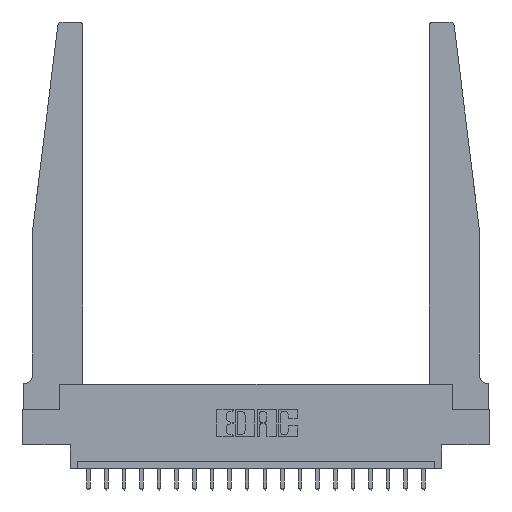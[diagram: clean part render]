
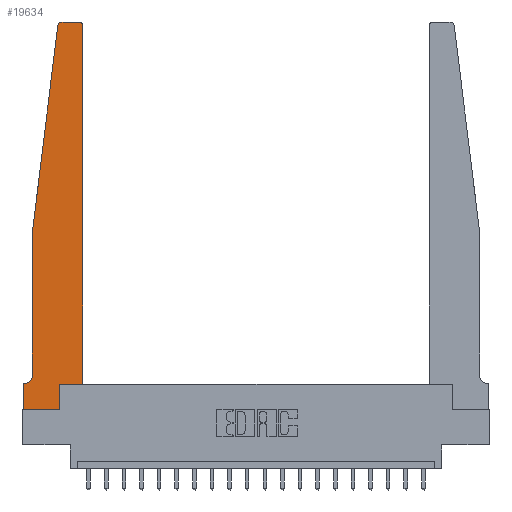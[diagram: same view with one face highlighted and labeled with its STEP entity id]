
A CAD part, top view. The second image highlights one B-rep face of the part: STEP entity #19634.
In plain terms, the highlighted planar face has unit normal (0, 0, 1).
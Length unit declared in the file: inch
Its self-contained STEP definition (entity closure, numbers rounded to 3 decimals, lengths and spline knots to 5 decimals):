
#57 = VECTOR ( 'NONE', #15542, 39.37008 ) ;
#388 = DIRECTION ( 'NONE',  ( 1., 0., 0. ) ) ;
#553 = PLANE ( 'NONE',  #11262 ) ;
#615 = VERTEX_POINT ( 'NONE', #19220 ) ;
#644 = VERTEX_POINT ( 'NONE', #14913 ) ;
#696 = VERTEX_POINT ( 'NONE', #8306 ) ;
#778 = LINE ( 'NONE', #18483, #57 ) ;
#904 = VECTOR ( 'NONE', #11236, 39.37008 ) ;
#1249 = CARTESIAN_POINT ( 'NONE',  ( 0., 0.1875, 0.37 ) ) ;
#1582 = VECTOR ( 'NONE', #10572, 39.37008 ) ;
#1585 = EDGE_CURVE ( 'NONE', #2541, #10496, #13375, .T. ) ;
#1678 = CARTESIAN_POINT ( 'NONE',  ( 0.2605, 0.18, 0.37 ) ) ;
#1686 = CARTESIAN_POINT ( 'NONE',  ( 0.425, 0.18, 0.37 ) ) ;
#1855 = VECTOR ( 'NONE', #18624, 39.37008 ) ;
#2541 = VERTEX_POINT ( 'NONE', #19159 ) ;
#2651 = CIRCLE ( 'NONE', #19722, 0.05 ) ;
#2708 = EDGE_CURVE ( 'NONE', #644, #8117, #5182, .T. ) ;
#3217 = CIRCLE ( 'NONE', #8899, 0.03 ) ;
#3301 = ORIENTED_EDGE ( 'NONE', *, *, #9372, .T. ) ;
#4011 = CARTESIAN_POINT ( 'NONE',  ( 0., 0.1875, 0.37 ) ) ;
#4529 = AXIS2_PLACEMENT_3D ( 'NONE', #10130, #14747, #388 ) ;
#4549 = ORIENTED_EDGE ( 'NONE', *, *, #16268, .T. ) ;
#4666 = VECTOR ( 'NONE', #9516, 39.37008 ) ;
#4851 = LINE ( 'NONE', #6440, #904 ) ;
#4904 = CARTESIAN_POINT ( 'NONE',  ( 0.2605, 0., 0.37 ) ) ;
#5092 = ORIENTED_EDGE ( 'NONE', *, *, #2708, .T. ) ;
#5182 = CIRCLE ( 'NONE', #4529, 0.03 ) ;
#5258 = CARTESIAN_POINT ( 'NONE',  ( 0.065, 1.25, 0.37 ) ) ;
#5424 = VERTEX_POINT ( 'NONE', #14986 ) ;
#5501 = EDGE_CURVE ( 'NONE', #5838, #17427, #12459, .T. ) ;
#5660 = CARTESIAN_POINT ( 'NONE',  ( 0.395, 2.72, 0.37 ) ) ;
#5838 = VERTEX_POINT ( 'NONE', #9791 ) ;
#6440 = CARTESIAN_POINT ( 'NONE',  ( 0.065, 1.25, 0.37 ) ) ;
#6551 = CARTESIAN_POINT ( 'NONE',  ( 0.015, 0.2375, 0.37 ) ) ;
#6603 = CARTESIAN_POINT ( 'NONE',  ( 0., 0., 0.37 ) ) ;
#6809 = LINE ( 'NONE', #1686, #10751 ) ;
#7155 = FACE_OUTER_BOUND ( 'NONE', #20141, .T. ) ;
#7528 = DIRECTION ( 'NONE',  ( 1., 0., 0. ) ) ;
#8117 = VERTEX_POINT ( 'NONE', #20413 ) ;
#8306 = CARTESIAN_POINT ( 'NONE',  ( 0.065, 1.25, 0.37 ) ) ;
#8899 = AXIS2_PLACEMENT_3D ( 'NONE', #5660, #17174, #7528 ) ;
#9372 = EDGE_CURVE ( 'NONE', #17427, #5424, #16031, .T. ) ;
#9516 = DIRECTION ( 'NONE',  ( 0., 1., 0. ) ) ;
#9791 = CARTESIAN_POINT ( 'NONE',  ( 0., 0., 0.37 ) ) ;
#10039 = EDGE_CURVE ( 'NONE', #14079, #2541, #2651, .T. ) ;
#10130 = CARTESIAN_POINT ( 'NONE',  ( 0.27653, 2.72, 0.37 ) ) ;
#10343 = LINE ( 'NONE', #13591, #1855 ) ;
#10496 = VERTEX_POINT ( 'NONE', #1249 ) ;
#10572 = DIRECTION ( 'NONE',  ( 1., 0., 0. ) ) ;
#10751 = VECTOR ( 'NONE', #13185, 39.37008 ) ;
#11236 = DIRECTION ( 'NONE',  ( -0.122, -0.992, 0. ) ) ;
#11262 = AXIS2_PLACEMENT_3D ( 'NONE', #4011, #19938, #14903 ) ;
#11553 = DIRECTION ( 'NONE',  ( -1., 0., 0. ) ) ;
#11918 = EDGE_CURVE ( 'NONE', #5424, #17957, #6809, .T. ) ;
#12184 = VECTOR ( 'NONE', #18217, 39.37008 ) ;
#12459 = LINE ( 'NONE', #15611, #1582 ) ;
#12534 = EDGE_CURVE ( 'NONE', #17957, #18840, #778, .T. ) ;
#12672 = ORIENTED_EDGE ( 'NONE', *, *, #11918, .T. ) ;
#13157 = DIRECTION ( 'NONE',  ( -1., 0., 0. ) ) ;
#13185 = DIRECTION ( 'NONE',  ( 1., 0., 0. ) ) ;
#13246 = CARTESIAN_POINT ( 'NONE',  ( 0.425, 0.18, 0.37 ) ) ;
#13375 = LINE ( 'NONE', #16516, #13898 ) ;
#13472 = ORIENTED_EDGE ( 'NONE', *, *, #12534, .T. ) ;
#13503 = CARTESIAN_POINT ( 'NONE',  ( 0.065, 0.2375, 0.37 ) ) ;
#13591 = CARTESIAN_POINT ( 'NONE',  ( 0.25, 2.75, 0.37 ) ) ;
#13796 = ORIENTED_EDGE ( 'NONE', *, *, #15719, .T. ) ;
#13898 = VECTOR ( 'NONE', #13157, 39.37008 ) ;
#14079 = VERTEX_POINT ( 'NONE', #13503 ) ;
#14560 = ORIENTED_EDGE ( 'NONE', *, *, #5501, .T. ) ;
#14747 = DIRECTION ( 'NONE',  ( 0., 0., 1. ) ) ;
#14903 = DIRECTION ( 'NONE',  ( 1., 0., 0. ) ) ;
#14913 = CARTESIAN_POINT ( 'NONE',  ( 0.27653, 2.75, 0.37 ) ) ;
#14986 = CARTESIAN_POINT ( 'NONE',  ( 0.2605, 0.18, 0.37 ) ) ;
#15166 = ORIENTED_EDGE ( 'NONE', *, *, #18828, .T. ) ;
#15499 = CARTESIAN_POINT ( 'NONE',  ( 0.425, 2.72, 0.37 ) ) ;
#15542 = DIRECTION ( 'NONE',  ( 0., 1., 0. ) ) ;
#15611 = CARTESIAN_POINT ( 'NONE',  ( 0., 0., 0.37 ) ) ;
#15719 = EDGE_CURVE ( 'NONE', #615, #644, #10343, .T. ) ;
#16031 = LINE ( 'NONE', #1678, #4666 ) ;
#16268 = EDGE_CURVE ( 'NONE', #696, #14079, #19708, .T. ) ;
#16295 = DIRECTION ( 'NONE',  ( 0., 0., -1. ) ) ;
#16516 = CARTESIAN_POINT ( 'NONE',  ( 0.065, 0.1875, 0.37 ) ) ;
#16646 = LINE ( 'NONE', #6603, #12184 ) ;
#16756 = EDGE_CURVE ( 'NONE', #10496, #5838, #16646, .T. ) ;
#17174 = DIRECTION ( 'NONE',  ( 0., 0., 1. ) ) ;
#17427 = VERTEX_POINT ( 'NONE', #4904 ) ;
#17788 = ORIENTED_EDGE ( 'NONE', *, *, #1585, .T. ) ;
#17957 = VERTEX_POINT ( 'NONE', #13246 ) ;
#18217 = DIRECTION ( 'NONE',  ( 0., -1., 0. ) ) ;
#18483 = CARTESIAN_POINT ( 'NONE',  ( 0.425, 0.18, 0.37 ) ) ;
#18624 = DIRECTION ( 'NONE',  ( -1., 0., 0. ) ) ;
#18828 = EDGE_CURVE ( 'NONE', #18840, #615, #3217, .T. ) ;
#18840 = VERTEX_POINT ( 'NONE', #15499 ) ;
#19159 = CARTESIAN_POINT ( 'NONE',  ( 0.015, 0.1875, 0.37 ) ) ;
#19220 = CARTESIAN_POINT ( 'NONE',  ( 0.395, 2.75, 0.37 ) ) ;
#19451 = EDGE_CURVE ( 'NONE', #8117, #696, #4851, .T. ) ;
#19590 = VECTOR ( 'NONE', #19812, 39.37008 ) ;
#19607 = ORIENTED_EDGE ( 'NONE', *, *, #19451, .T. ) ;
#19634 = ADVANCED_FACE ( 'NONE', ( #7155 ), #553, .T. ) ;
#19708 = LINE ( 'NONE', #5258, #19590 ) ;
#19722 = AXIS2_PLACEMENT_3D ( 'NONE', #6551, #16295, #11553 ) ;
#19787 = ORIENTED_EDGE ( 'NONE', *, *, #16756, .T. ) ;
#19812 = DIRECTION ( 'NONE',  ( 0., -1., 0. ) ) ;
#19842 = ORIENTED_EDGE ( 'NONE', *, *, #10039, .T. ) ;
#19938 = DIRECTION ( 'NONE',  ( 0., 0., 1. ) ) ;
#20141 = EDGE_LOOP ( 'NONE', ( #13796, #5092, #19607, #4549, #19842, #17788, #19787, #14560, #3301, #12672, #13472, #15166 ) ) ;
#20413 = CARTESIAN_POINT ( 'NONE',  ( 0.24675, 2.72367, 0.37 ) ) ;
